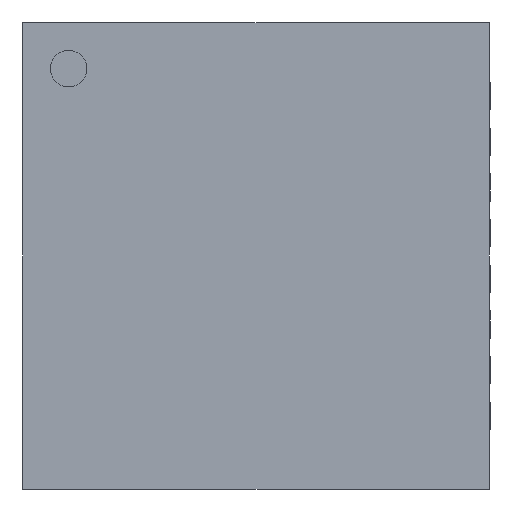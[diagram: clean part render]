
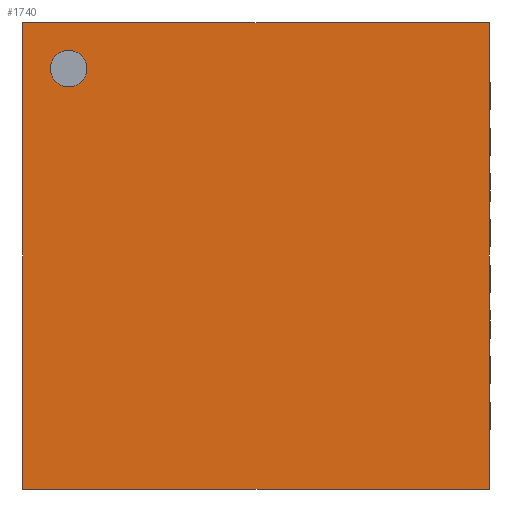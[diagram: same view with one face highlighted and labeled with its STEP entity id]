
A CAD part, front view. The second image highlights one B-rep face of the part: STEP entity #1740.
In plain terms, the highlighted planar face has unit normal (0, -1, 0).
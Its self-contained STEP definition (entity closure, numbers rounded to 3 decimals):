
#209 = VERTEX_POINT('',#210);
#210 = CARTESIAN_POINT('',(-2.55,-0.8,-2.55));
#218 = EDGE_CURVE('',#209,#219,#221,.T.);
#219 = VERTEX_POINT('',#220);
#220 = CARTESIAN_POINT('',(-2.55,-0.8,2.55));
#221 = LINE('',#222,#223);
#222 = CARTESIAN_POINT('',(-2.55,-0.8,-1.55));
#223 = VECTOR('',#224,1.);
#224 = DIRECTION('',(0.,0.,1.));
#1018 = VERTEX_POINT('',#1019);
#1019 = CARTESIAN_POINT('',(2.55,-0.8,-2.55));
#1025 = EDGE_CURVE('',#1018,#209,#1026,.T.);
#1026 = LINE('',#1027,#1028);
#1027 = CARTESIAN_POINT('',(0.55,-0.8,-2.55));
#1028 = VECTOR('',#1029,1.);
#1029 = DIRECTION('',(-1.,0.,0.));
#1721 = EDGE_CURVE('',#219,#1722,#1724,.T.);
#1722 = VERTEX_POINT('',#1723);
#1723 = CARTESIAN_POINT('',(2.55,-0.8,2.55));
#1724 = LINE('',#1725,#1726);
#1725 = CARTESIAN_POINT('',(-2.55,-0.8,2.55));
#1726 = VECTOR('',#1727,1.);
#1727 = DIRECTION('',(1.,0.,0.));
#1740 = ADVANCED_FACE('',(#1741,#1761),#1772,.T.);
#1741 = FACE_BOUND('',#1742,.T.);
#1742 = EDGE_LOOP('',(#1743,#1754));
#1743 = ORIENTED_EDGE('',*,*,#1744,.T.);
#1744 = EDGE_CURVE('',#1745,#1747,#1749,.T.);
#1745 = VERTEX_POINT('',#1746);
#1746 = CARTESIAN_POINT('',(-2.05,-0.8,2.25));
#1747 = VERTEX_POINT('',#1748);
#1748 = CARTESIAN_POINT('',(-2.05,-0.8,1.85));
#1749 = CIRCLE('',#1750,0.2);
#1750 = AXIS2_PLACEMENT_3D('',#1751,#1752,#1753);
#1751 = CARTESIAN_POINT('',(-2.05,-0.8,2.05));
#1752 = DIRECTION('',(0.,1.,0.));
#1753 = DIRECTION('',(0.,0.,1.));
#1754 = ORIENTED_EDGE('',*,*,#1755,.T.);
#1755 = EDGE_CURVE('',#1747,#1745,#1756,.T.);
#1756 = CIRCLE('',#1757,0.2);
#1757 = AXIS2_PLACEMENT_3D('',#1758,#1759,#1760);
#1758 = CARTESIAN_POINT('',(-2.05,-0.8,2.05));
#1759 = DIRECTION('',(0.,1.,0.));
#1760 = DIRECTION('',(0.,0.,1.));
#1761 = FACE_BOUND('',#1762,.T.);
#1762 = EDGE_LOOP('',(#1763,#1764,#1765,#1766));
#1763 = ORIENTED_EDGE('',*,*,#1721,.F.);
#1764 = ORIENTED_EDGE('',*,*,#218,.F.);
#1765 = ORIENTED_EDGE('',*,*,#1025,.F.);
#1766 = ORIENTED_EDGE('',*,*,#1767,.F.);
#1767 = EDGE_CURVE('',#1722,#1018,#1768,.T.);
#1768 = LINE('',#1769,#1770);
#1769 = CARTESIAN_POINT('',(2.55,-0.8,2.55));
#1770 = VECTOR('',#1771,1.);
#1771 = DIRECTION('',(0.,0.,-1.));
#1772 = PLANE('',#1773);
#1773 = AXIS2_PLACEMENT_3D('',#1774,#1775,#1776);
#1774 = CARTESIAN_POINT('',(-2.55,-0.8,2.55));
#1775 = DIRECTION('',(0.,-1.,0.));
#1776 = DIRECTION('',(0.,0.,-1.));
